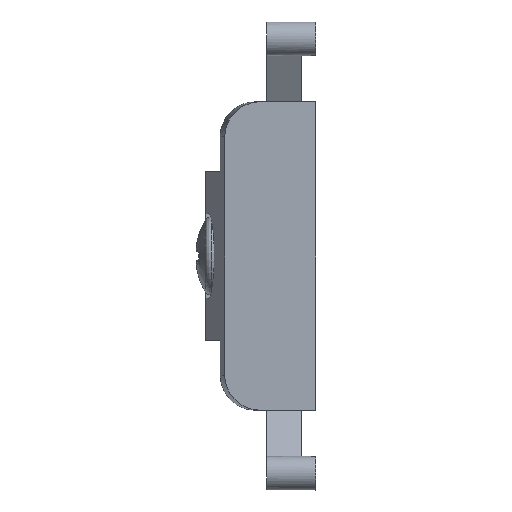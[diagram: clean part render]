
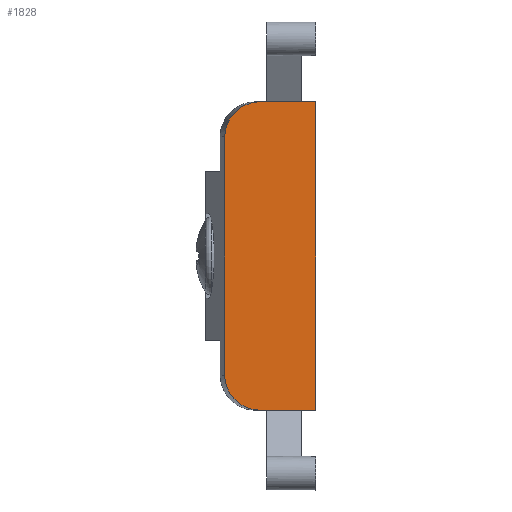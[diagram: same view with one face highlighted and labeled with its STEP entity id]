
A CAD part, front view. The second image highlights one B-rep face of the part: STEP entity #1828.
In plain terms, the highlighted planar face has unit normal (0, -1, 0).
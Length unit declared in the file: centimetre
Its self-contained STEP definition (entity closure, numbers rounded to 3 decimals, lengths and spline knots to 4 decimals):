
#662=CARTESIAN_POINT('',(43.7702,21.8234,3.9));
#663=VERTEX_POINT('',#662);
#670=CARTESIAN_POINT('',(43.7702,21.8234,5.6));
#671=VERTEX_POINT('',#670);
#672=CARTESIAN_POINT('',(43.7702,21.8234,3.9));
#673=DIRECTION('',(0.0,0.0,1.0));
#674=VECTOR('',#673,1.7);
#675=LINE('',#672,#674);
#676=EDGE_CURVE('',#663,#671,#675,.T.);
#824=CARTESIAN_POINT('',(44.0224,21.8234,5.85));
#825=VERTEX_POINT('',#824);
#826=CARTESIAN_POINT('',(44.0224,21.8234,5.6));
#827=DIRECTION('',(0.0,1.0,0.0));
#828=DIRECTION('',(-1.0,0.0,0.0));
#829=AXIS2_PLACEMENT_3D('',#826,#827,#828);
#830=ELLIPSE('',#829,0.2522,0.25);
#831=EDGE_CURVE('',#671,#825,#830,.T.);
#848=CARTESIAN_POINT('',(44.0224,21.8234,3.65));
#849=VERTEX_POINT('',#848);
#856=CARTESIAN_POINT('',(44.0224,21.8234,3.9));
#857=DIRECTION('',(0.0,1.0,0.0));
#858=DIRECTION('',(-1.0,0.0,0.0));
#859=AXIS2_PLACEMENT_3D('',#856,#857,#858);
#860=ELLIPSE('',#859,0.2522,0.25);
#861=EDGE_CURVE('',#849,#663,#860,.T.);
#1322=CARTESIAN_POINT('',(44.4209,21.8234,5.85));
#1323=VERTEX_POINT('',#1322);
#1330=CARTESIAN_POINT('',(44.4209,21.8234,3.65));
#1331=VERTEX_POINT('',#1330);
#1332=CARTESIAN_POINT('',(44.4209,21.8234,3.65));
#1333=DIRECTION('',(0.0,0.0,1.0));
#1334=VECTOR('',#1333,2.2);
#1335=LINE('',#1332,#1334);
#1336=EDGE_CURVE('',#1331,#1323,#1335,.T.);
#1475=CARTESIAN_POINT('',(44.4209,21.8234,5.85));
#1476=DIRECTION('',(-1.0,0.0,0.0));
#1477=VECTOR('',#1476,0.3986);
#1478=LINE('',#1475,#1477);
#1479=EDGE_CURVE('',#1323,#825,#1478,.T.);
#1538=CARTESIAN_POINT('',(44.4209,21.8234,3.65));
#1539=DIRECTION('',(-1.0,0.0,0.0));
#1540=VECTOR('',#1539,0.3986);
#1541=LINE('',#1538,#1540);
#1542=EDGE_CURVE('',#1331,#849,#1541,.T.);
#1815=CARTESIAN_POINT('',(44.4209,21.8234,4.15));
#1816=DIRECTION('',(0.0,-1.0,0.0));
#1817=DIRECTION('',(0.0,0.0,-1.0));
#1818=AXIS2_PLACEMENT_3D('',#1815,#1816,#1817);
#1819=PLANE('',#1818);
#1820=ORIENTED_EDGE('',*,*,#831,.F.);
#1821=ORIENTED_EDGE('',*,*,#676,.F.);
#1822=ORIENTED_EDGE('',*,*,#861,.F.);
#1823=ORIENTED_EDGE('',*,*,#1542,.F.);
#1824=ORIENTED_EDGE('',*,*,#1336,.T.);
#1825=ORIENTED_EDGE('',*,*,#1479,.T.);
#1826=EDGE_LOOP('',(#1820,#1821,#1822,#1823,#1824,#1825));
#1827=FACE_OUTER_BOUND('',#1826,.T.);
#1828=ADVANCED_FACE('',(#1827),#1819,.T.);
